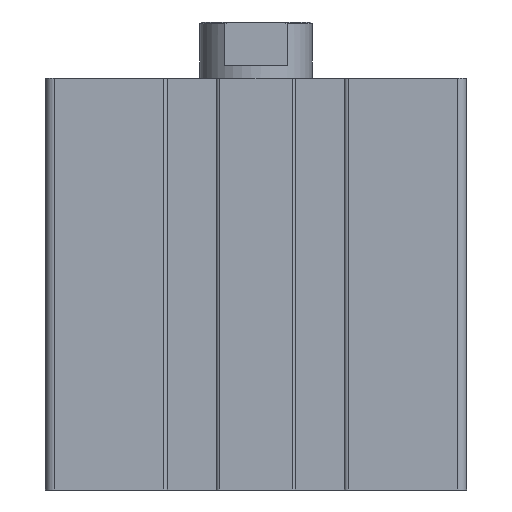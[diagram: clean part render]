
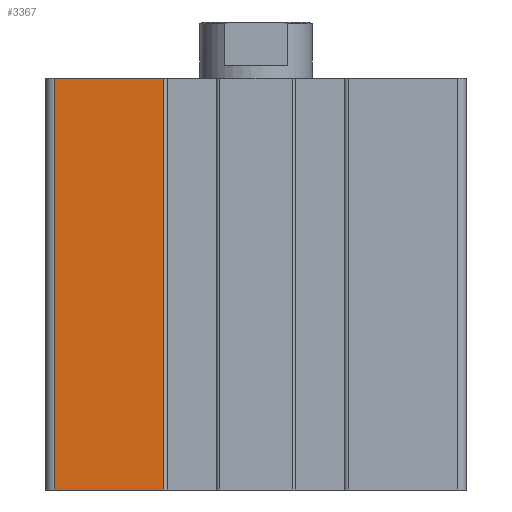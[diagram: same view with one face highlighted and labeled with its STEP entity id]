
A CAD part, front view. The second image highlights one B-rep face of the part: STEP entity #3367.
In plain terms, the highlighted planar face has unit normal (0, -1, 0).
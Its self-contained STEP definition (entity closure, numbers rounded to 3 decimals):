
#54=LINE('',#5167,#324);
#55=LINE('',#5169,#325);
#56=LINE('',#5171,#326);
#57=LINE('',#5173,#327);
#324=VECTOR('',#4054,1000.);
#325=VECTOR('',#4057,1000.);
#326=VECTOR('',#4058,1000.);
#327=VECTOR('',#4059,1000.);
#591=PLANE('',#3610);
#700=ORIENTED_EDGE('',*,*,#1673,.F.);
#701=ORIENTED_EDGE('',*,*,#1672,.F.);
#702=ORIENTED_EDGE('',*,*,#1674,.T.);
#703=ORIENTED_EDGE('',*,*,#1675,.T.);
#1672=EDGE_CURVE('',#2158,#2157,#54,.T.);
#1673=EDGE_CURVE('',#2157,#2159,#55,.T.);
#1674=EDGE_CURVE('',#2158,#2160,#56,.T.);
#1675=EDGE_CURVE('',#2160,#2159,#57,.T.);
#2157=VERTEX_POINT('',#5164);
#2158=VERTEX_POINT('',#5166);
#2159=VERTEX_POINT('',#5170);
#2160=VERTEX_POINT('',#5172);
#2716=EDGE_LOOP('',(#700,#701,#702,#703));
#2994=FACE_BOUND('',#2716,.T.);
#3367=ADVANCED_FACE('',(#2994),#591,.T.);
#3610=AXIS2_PLACEMENT_3D('',#5168,#4055,#4056);
#4054=DIRECTION('',(0.,0.,1.));
#4055=DIRECTION('',(0.,-1.,0.));
#4056=DIRECTION('',(0.,0.,-1.));
#4057=DIRECTION('',(1.,0.,0.));
#4058=DIRECTION('',(1.,0.,0.));
#4059=DIRECTION('',(0.,0.,1.));
#5164=CARTESIAN_POINT('',(-21.5,-22.5,0.));
#5166=CARTESIAN_POINT('',(-21.5,-22.5,-44.));
#5167=CARTESIAN_POINT('',(-21.5,-22.5,-44.));
#5168=CARTESIAN_POINT('',(-21.5,-22.5,-44.));
#5169=CARTESIAN_POINT('',(-21.5,-22.5,0.));
#5170=CARTESIAN_POINT('',(-9.85,-22.5,0.));
#5171=CARTESIAN_POINT('',(-21.5,-22.5,-44.));
#5172=CARTESIAN_POINT('',(-9.85,-22.5,-44.));
#5173=CARTESIAN_POINT('',(-9.85,-22.5,-44.));
